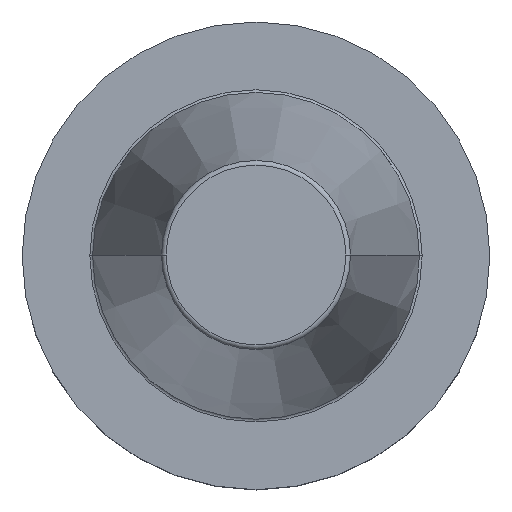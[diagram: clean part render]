
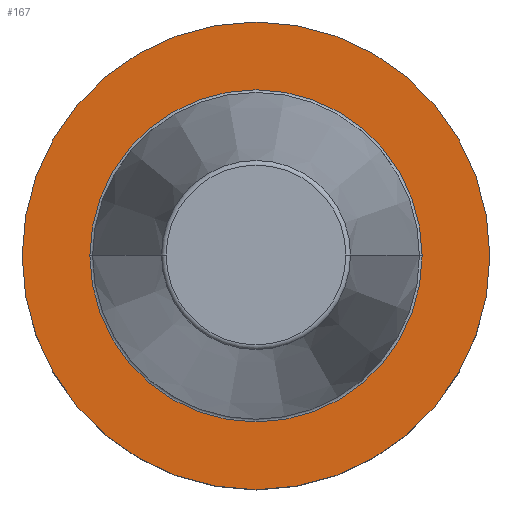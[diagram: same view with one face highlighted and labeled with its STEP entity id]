
A CAD part, top view. The second image highlights one B-rep face of the part: STEP entity #167.
In plain terms, the highlighted planar face has unit normal (0, 0, 1).
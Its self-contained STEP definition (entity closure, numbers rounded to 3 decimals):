
#85=PLANE('',#1319);
#124=FACE_BOUND('',#328,.T.);
#125=FACE_BOUND('',#329,.T.);
#167=ADVANCED_FACE('',(#124,#125),#85,.F.);
#328=EDGE_LOOP('',(#527,#528));
#329=EDGE_LOOP('',(#529));
#402=CIRCLE('',#1288,35.5);
#406=CIRCLE('',#1293,49.979);
#421=CIRCLE('',#1318,35.5);
#527=ORIENTED_EDGE('',*,*,#975,.T.);
#528=ORIENTED_EDGE('',*,*,#950,.T.);
#529=ORIENTED_EDGE('',*,*,#954,.F.);
#828=VERTEX_POINT('',#1816);
#829=VERTEX_POINT('',#1817);
#830=VERTEX_POINT('',#1823);
#950=EDGE_CURVE('',#828,#829,#402,.T.);
#954=EDGE_CURVE('',#830,#830,#406,.T.);
#975=EDGE_CURVE('',#829,#828,#421,.T.);
#1288=AXIS2_PLACEMENT_3D('',#1815,#1471,#1472);
#1293=AXIS2_PLACEMENT_3D('',#1822,#1481,#1482);
#1318=AXIS2_PLACEMENT_3D('',#1866,#1537,#1538);
#1319=AXIS2_PLACEMENT_3D('',#1867,#1539,#1540);
#1471=DIRECTION('',(0.,0.,-1.));
#1472=DIRECTION('',(-1.,0.,0.));
#1481=DIRECTION('',(0.,0.,-1.));
#1482=DIRECTION('',(-1.,0.,0.));
#1537=DIRECTION('',(0.,0.,-1.));
#1538=DIRECTION('',(-1.,0.,0.));
#1539=DIRECTION('',(0.,0.,-1.));
#1540=DIRECTION('',(1.,0.,0.));
#1815=CARTESIAN_POINT('',(0.,0.,-3.));
#1816=CARTESIAN_POINT('',(35.5,0.,-3.));
#1817=CARTESIAN_POINT('',(-35.5,0.,-3.));
#1822=CARTESIAN_POINT('',(0.,0.,-3.));
#1823=CARTESIAN_POINT('',(-49.979,0.,-3.));
#1866=CARTESIAN_POINT('',(0.,0.,-3.));
#1867=CARTESIAN_POINT('',(0.,35.5,-3.));
